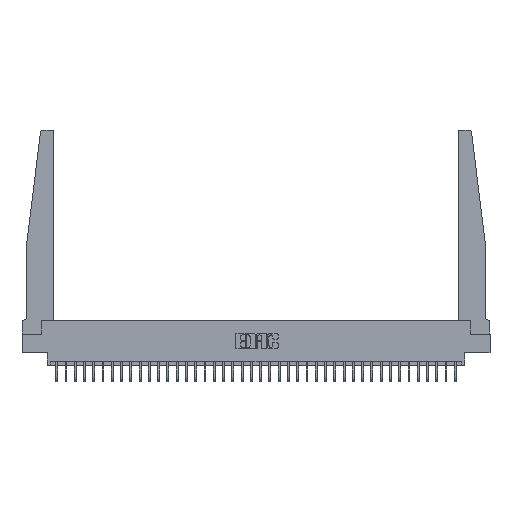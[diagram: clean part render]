
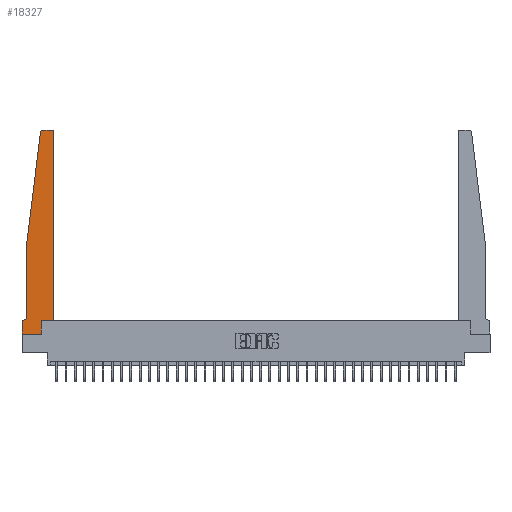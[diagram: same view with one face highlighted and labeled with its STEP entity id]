
A CAD part, top view. The second image highlights one B-rep face of the part: STEP entity #18327.
In plain terms, the highlighted planar face has unit normal (0, 0, 1).
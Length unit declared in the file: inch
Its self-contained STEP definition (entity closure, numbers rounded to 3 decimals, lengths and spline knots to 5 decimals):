
#331 = CARTESIAN_POINT ( 'NONE',  ( 0.065, 0.1875, 0.37 ) ) ;
#575 = CARTESIAN_POINT ( 'NONE',  ( 0.2605, 0.18, 0.37 ) ) ;
#761 = DIRECTION ( 'NONE',  ( 1., 0., 0. ) ) ;
#997 = VERTEX_POINT ( 'NONE', #17446 ) ;
#1582 = VERTEX_POINT ( 'NONE', #11901 ) ;
#1872 = DIRECTION ( 'NONE',  ( 1., 0., 0. ) ) ;
#1910 = CARTESIAN_POINT ( 'NONE',  ( 0.015, 0.2375, 0.37 ) ) ;
#2166 = PLANE ( 'NONE',  #30204 ) ;
#2285 = AXIS2_PLACEMENT_3D ( 'NONE', #31602, #23473, #1872 ) ;
#3221 = DIRECTION ( 'NONE',  ( 0., 0., 1. ) ) ;
#3376 = EDGE_CURVE ( 'NONE', #32595, #21227, #7061, .T. ) ;
#3425 = ORIENTED_EDGE ( 'NONE', *, *, #24133, .T. ) ;
#3428 = DIRECTION ( 'NONE',  ( 0., -1., 0. ) ) ;
#4693 = VECTOR ( 'NONE', #27306, 39.37008 ) ;
#4726 = VECTOR ( 'NONE', #19513, 39.37008 ) ;
#4852 = DIRECTION ( 'NONE',  ( -1., 0., 0. ) ) ;
#5622 = DIRECTION ( 'NONE',  ( 0., 1., 0. ) ) ;
#5657 = CARTESIAN_POINT ( 'NONE',  ( 0.2605, 0., 0.37 ) ) ;
#5918 = AXIS2_PLACEMENT_3D ( 'NONE', #30335, #3221, #761 ) ;
#6140 = EDGE_CURVE ( 'NONE', #14962, #27632, #17613, .T. ) ;
#7061 = LINE ( 'NONE', #25633, #31753 ) ;
#8014 = ORIENTED_EDGE ( 'NONE', *, *, #11381, .T. ) ;
#8327 = DIRECTION ( 'NONE',  ( 1., 0., 0. ) ) ;
#8818 = ORIENTED_EDGE ( 'NONE', *, *, #9122, .T. ) ;
#8865 = VERTEX_POINT ( 'NONE', #23512 ) ;
#9122 = EDGE_CURVE ( 'NONE', #27632, #8865, #23749, .T. ) ;
#9422 = LINE ( 'NONE', #575, #4726 ) ;
#9881 = LINE ( 'NONE', #11571, #26941 ) ;
#11241 = CARTESIAN_POINT ( 'NONE',  ( 0.27653, 2.75, 0.37 ) ) ;
#11381 = EDGE_CURVE ( 'NONE', #997, #15945, #20746, .T. ) ;
#11464 = EDGE_CURVE ( 'NONE', #21227, #20497, #33581, .T. ) ;
#11571 = CARTESIAN_POINT ( 'NONE',  ( 0., 0., 0.37 ) ) ;
#11901 = CARTESIAN_POINT ( 'NONE',  ( 0., 0.1875, 0.37 ) ) ;
#12436 = ORIENTED_EDGE ( 'NONE', *, *, #32622, .T. ) ;
#12723 = CIRCLE ( 'NONE', #2285, 0.03 ) ;
#13826 = EDGE_LOOP ( 'NONE', ( #25516, #28891, #19782, #15276, #8818, #18110, #21854, #20879, #20267, #8014, #12436, #3425 ) ) ;
#13908 = CARTESIAN_POINT ( 'NONE',  ( 0.395, 2.75, 0.37 ) ) ;
#14179 = VECTOR ( 'NONE', #3428, 39.37008 ) ;
#14647 = CARTESIAN_POINT ( 'NONE',  ( 0.065, 1.25, 0.37 ) ) ;
#14962 = VERTEX_POINT ( 'NONE', #14647 ) ;
#15181 = VERTEX_POINT ( 'NONE', #5657 ) ;
#15273 = DIRECTION ( 'NONE',  ( -1., 0., 0. ) ) ;
#15276 = ORIENTED_EDGE ( 'NONE', *, *, #6140, .T. ) ;
#15381 = EDGE_CURVE ( 'NONE', #1582, #34748, #9881, .T. ) ;
#15402 = EDGE_CURVE ( 'NONE', #34748, #15181, #32874, .T. ) ;
#15945 = VERTEX_POINT ( 'NONE', #32566 ) ;
#16715 = VECTOR ( 'NONE', #17546, 39.37008 ) ;
#17446 = CARTESIAN_POINT ( 'NONE',  ( 0.2605, 0.18, 0.37 ) ) ;
#17546 = DIRECTION ( 'NONE',  ( -0.122, -0.992, 0. ) ) ;
#17613 = LINE ( 'NONE', #24930, #14179 ) ;
#17691 = EDGE_CURVE ( 'NONE', #20497, #14962, #22646, .T. ) ;
#18110 = ORIENTED_EDGE ( 'NONE', *, *, #34367, .T. ) ;
#18245 = VERTEX_POINT ( 'NONE', #31591 ) ;
#18327 = ADVANCED_FACE ( 'NONE', ( #19187 ), #2166, .T. ) ;
#19004 = CARTESIAN_POINT ( 'NONE',  ( 0.425, 0.18, 0.37 ) ) ;
#19073 = VECTOR ( 'NONE', #8327, 39.37008 ) ;
#19187 = FACE_OUTER_BOUND ( 'NONE', #13826, .T. ) ;
#19266 = AXIS2_PLACEMENT_3D ( 'NONE', #1910, #29240, #4852 ) ;
#19513 = DIRECTION ( 'NONE',  ( 0., 1., 0. ) ) ;
#19659 = CARTESIAN_POINT ( 'NONE',  ( 0., 0., 0.37 ) ) ;
#19782 = ORIENTED_EDGE ( 'NONE', *, *, #17691, .T. ) ;
#20060 = VECTOR ( 'NONE', #25161, 39.37008 ) ;
#20267 = ORIENTED_EDGE ( 'NONE', *, *, #34324, .T. ) ;
#20497 = VERTEX_POINT ( 'NONE', #21777 ) ;
#20746 = LINE ( 'NONE', #19004, #19073 ) ;
#20826 = LINE ( 'NONE', #331, #4693 ) ;
#20879 = ORIENTED_EDGE ( 'NONE', *, *, #15402, .T. ) ;
#21227 = VERTEX_POINT ( 'NONE', #11241 ) ;
#21777 = CARTESIAN_POINT ( 'NONE',  ( 0.24675, 2.72367, 0.37 ) ) ;
#21854 = ORIENTED_EDGE ( 'NONE', *, *, #15381, .T. ) ;
#22646 = LINE ( 'NONE', #33977, #16715 ) ;
#23473 = DIRECTION ( 'NONE',  ( 0., 0., 1. ) ) ;
#23512 = CARTESIAN_POINT ( 'NONE',  ( 0.015, 0.1875, 0.37 ) ) ;
#23749 = CIRCLE ( 'NONE', #19266, 0.05 ) ;
#23995 = DIRECTION ( 'NONE',  ( 1., 0., 0. ) ) ;
#24133 = EDGE_CURVE ( 'NONE', #18245, #32595, #12723, .T. ) ;
#24865 = LINE ( 'NONE', #30598, #32976 ) ;
#24911 = DIRECTION ( 'NONE',  ( 0., -1., 0. ) ) ;
#24930 = CARTESIAN_POINT ( 'NONE',  ( 0.065, 1.25, 0.37 ) ) ;
#25161 = DIRECTION ( 'NONE',  ( 1., 0., 0. ) ) ;
#25516 = ORIENTED_EDGE ( 'NONE', *, *, #3376, .T. ) ;
#25633 = CARTESIAN_POINT ( 'NONE',  ( 0.25, 2.75, 0.37 ) ) ;
#25708 = CARTESIAN_POINT ( 'NONE',  ( 0.065, 0.2375, 0.37 ) ) ;
#25835 = CARTESIAN_POINT ( 'NONE',  ( 0., 0., 0.37 ) ) ;
#26417 = CARTESIAN_POINT ( 'NONE',  ( 0., 0.1875, 0.37 ) ) ;
#26650 = DIRECTION ( 'NONE',  ( 0., 0., 1. ) ) ;
#26941 = VECTOR ( 'NONE', #24911, 39.37008 ) ;
#27306 = DIRECTION ( 'NONE',  ( -1., 0., 0. ) ) ;
#27632 = VERTEX_POINT ( 'NONE', #25708 ) ;
#28891 = ORIENTED_EDGE ( 'NONE', *, *, #11464, .T. ) ;
#29240 = DIRECTION ( 'NONE',  ( 0., 0., -1. ) ) ;
#30204 = AXIS2_PLACEMENT_3D ( 'NONE', #26417, #26650, #23995 ) ;
#30335 = CARTESIAN_POINT ( 'NONE',  ( 0.27653, 2.72, 0.37 ) ) ;
#30598 = CARTESIAN_POINT ( 'NONE',  ( 0.425, 0.18, 0.37 ) ) ;
#31591 = CARTESIAN_POINT ( 'NONE',  ( 0.425, 2.72, 0.37 ) ) ;
#31602 = CARTESIAN_POINT ( 'NONE',  ( 0.395, 2.72, 0.37 ) ) ;
#31753 = VECTOR ( 'NONE', #15273, 39.37008 ) ;
#32566 = CARTESIAN_POINT ( 'NONE',  ( 0.425, 0.18, 0.37 ) ) ;
#32595 = VERTEX_POINT ( 'NONE', #13908 ) ;
#32622 = EDGE_CURVE ( 'NONE', #15945, #18245, #24865, .T. ) ;
#32874 = LINE ( 'NONE', #19659, #20060 ) ;
#32976 = VECTOR ( 'NONE', #5622, 39.37008 ) ;
#33581 = CIRCLE ( 'NONE', #5918, 0.03 ) ;
#33977 = CARTESIAN_POINT ( 'NONE',  ( 0.065, 1.25, 0.37 ) ) ;
#34324 = EDGE_CURVE ( 'NONE', #15181, #997, #9422, .T. ) ;
#34367 = EDGE_CURVE ( 'NONE', #8865, #1582, #20826, .T. ) ;
#34748 = VERTEX_POINT ( 'NONE', #25835 ) ;
